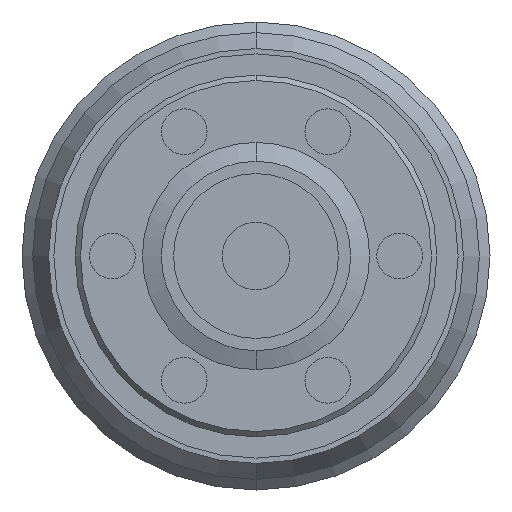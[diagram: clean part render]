
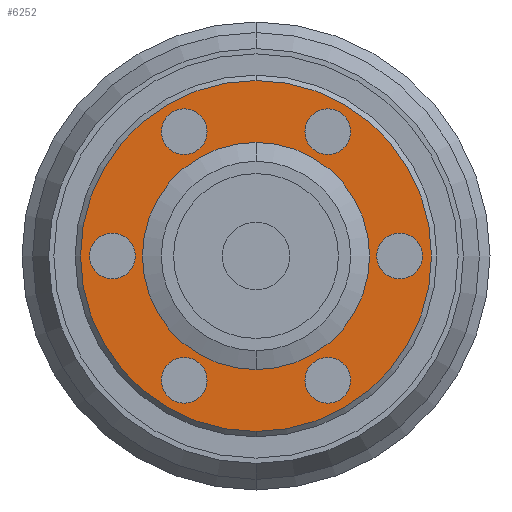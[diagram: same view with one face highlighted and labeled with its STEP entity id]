
A CAD part, front view. The second image highlights one B-rep face of the part: STEP entity #6252.
In plain terms, the highlighted planar face has unit normal (0, -1, 0).
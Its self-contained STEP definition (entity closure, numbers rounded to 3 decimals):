
#518=CARTESIAN_POINT('',(0.,0.,0.));
#519=DIRECTION('',(0.,1.,0.));
#520=DIRECTION('',(0.,0.,-1.));
#521=AXIS2_PLACEMENT_3D('',#518,#519,#520);
#523=CARTESIAN_POINT('',(0.,0.,0.));
#524=DIRECTION('',(0.,1.,0.));
#525=DIRECTION('',(0.,0.,1.));
#526=AXIS2_PLACEMENT_3D('',#523,#524,#525);
#528=CARTESIAN_POINT('',(6.75,0.,-11.691));
#529=DIRECTION('',(0.,-1.,0.));
#530=DIRECTION('',(0.5,0.,-0.866));
#531=AXIS2_PLACEMENT_3D('',#528,#529,#530);
#533=CARTESIAN_POINT('',(6.75,0.,-11.691));
#534=DIRECTION('',(0.,-1.,0.));
#535=DIRECTION('',(0.866,0.,0.5));
#536=AXIS2_PLACEMENT_3D('',#533,#534,#535);
#538=CARTESIAN_POINT('',(6.75,0.,-11.691));
#539=DIRECTION('',(0.,-1.,0.));
#540=DIRECTION('',(-0.866,0.,-0.5));
#541=AXIS2_PLACEMENT_3D('',#538,#539,#540);
#543=CARTESIAN_POINT('',(-6.75,0.,-11.691));
#544=DIRECTION('',(0.,-1.,0.));
#545=DIRECTION('',(-0.5,0.,-0.866));
#546=AXIS2_PLACEMENT_3D('',#543,#544,#545);
#548=CARTESIAN_POINT('',(-6.75,0.,-11.691));
#549=DIRECTION('',(0.,-1.,0.));
#550=DIRECTION('',(0.866,0.,-0.5));
#551=AXIS2_PLACEMENT_3D('',#548,#549,#550);
#553=CARTESIAN_POINT('',(-6.75,0.,-11.691));
#554=DIRECTION('',(0.,-1.,0.));
#555=DIRECTION('',(-0.866,0.,0.5));
#556=AXIS2_PLACEMENT_3D('',#553,#554,#555);
#558=CARTESIAN_POINT('',(-13.5,0.,0.));
#559=DIRECTION('',(0.,-1.,0.));
#560=DIRECTION('',(-1.,0.,0.));
#561=AXIS2_PLACEMENT_3D('',#558,#559,#560);
#563=CARTESIAN_POINT('',(-13.5,0.,0.));
#564=DIRECTION('',(0.,-1.,0.));
#565=DIRECTION('',(0.,0.,-1.));
#566=AXIS2_PLACEMENT_3D('',#563,#564,#565);
#568=CARTESIAN_POINT('',(-13.5,0.,0.));
#569=DIRECTION('',(0.,-1.,0.));
#570=DIRECTION('',(0.,0.,1.));
#571=AXIS2_PLACEMENT_3D('',#568,#569,#570);
#573=CARTESIAN_POINT('',(-6.75,0.,11.691));
#574=DIRECTION('',(0.,-1.,0.));
#575=DIRECTION('',(-0.5,0.,0.866));
#576=AXIS2_PLACEMENT_3D('',#573,#574,#575);
#578=CARTESIAN_POINT('',(-6.75,0.,11.691));
#579=DIRECTION('',(0.,-1.,0.));
#580=DIRECTION('',(-0.866,0.,-0.5));
#581=AXIS2_PLACEMENT_3D('',#578,#579,#580);
#583=CARTESIAN_POINT('',(-6.75,0.,11.691));
#584=DIRECTION('',(0.,-1.,0.));
#585=DIRECTION('',(0.866,0.,0.5));
#586=AXIS2_PLACEMENT_3D('',#583,#584,#585);
#588=CARTESIAN_POINT('',(6.75,0.,11.691));
#589=DIRECTION('',(0.,-1.,0.));
#590=DIRECTION('',(0.5,0.,0.866));
#591=AXIS2_PLACEMENT_3D('',#588,#589,#590);
#593=CARTESIAN_POINT('',(6.75,0.,11.691));
#594=DIRECTION('',(0.,-1.,0.));
#595=DIRECTION('',(-0.866,0.,0.5));
#596=AXIS2_PLACEMENT_3D('',#593,#594,#595);
#598=CARTESIAN_POINT('',(6.75,0.,11.691));
#599=DIRECTION('',(0.,-1.,0.));
#600=DIRECTION('',(0.866,0.,-0.5));
#601=AXIS2_PLACEMENT_3D('',#598,#599,#600);
#603=CARTESIAN_POINT('',(0.,0.,0.));
#604=DIRECTION('',(0.,-1.,0.));
#605=DIRECTION('',(0.,0.,1.));
#606=AXIS2_PLACEMENT_3D('',#603,#604,#605);
#608=CARTESIAN_POINT('',(0.,0.,0.));
#609=DIRECTION('',(0.,-1.,0.));
#610=DIRECTION('',(0.,0.,-1.));
#611=AXIS2_PLACEMENT_3D('',#608,#609,#610);
#613=CARTESIAN_POINT('',(13.5,0.,0.));
#614=DIRECTION('',(0.,-1.,0.));
#615=DIRECTION('',(1.,0.,0.));
#616=AXIS2_PLACEMENT_3D('',#613,#614,#615);
#618=CARTESIAN_POINT('',(13.5,0.,0.));
#619=DIRECTION('',(0.,-1.,0.));
#620=DIRECTION('',(0.,0.,1.));
#621=AXIS2_PLACEMENT_3D('',#618,#619,#620);
#623=CARTESIAN_POINT('',(13.5,0.,0.));
#624=DIRECTION('',(0.,-1.,0.));
#625=DIRECTION('',(0.,0.,-1.));
#626=AXIS2_PLACEMENT_3D('',#623,#624,#625);
#1282=CARTESIAN_POINT('',(13.5,0.,-2.15));
#1284=VERTEX_POINT('',#1282);
#1285=CARTESIAN_POINT('',(15.65,0.,0.));
#1286=VERTEX_POINT('',#1285);
#1287=CARTESIAN_POINT('',(13.5,0.,2.15));
#1288=VERTEX_POINT('',#1287);
#1291=CARTESIAN_POINT('',(0.,0.,16.5));
#1293=VERTEX_POINT('',#1291);
#1297=CARTESIAN_POINT('',(0.,0.,-16.5));
#1298=VERTEX_POINT('',#1297);
#1308=CARTESIAN_POINT('',(-8.612,0.,
-10.616));
#1310=VERTEX_POINT('',#1308);
#1311=CARTESIAN_POINT('',(-7.825,0.,-13.553));
#1312=VERTEX_POINT('',#1311);
#1313=CARTESIAN_POINT('',(-4.888,0.,
-12.766));
#1314=VERTEX_POINT('',#1313);
#1318=CARTESIAN_POINT('',(-13.5,0.,2.15));
#1320=VERTEX_POINT('',#1318);
#1321=CARTESIAN_POINT('',(-15.65,0.,0.));
#1322=VERTEX_POINT('',#1321);
#1323=CARTESIAN_POINT('',(-13.5,0.,-2.15));
#1324=VERTEX_POINT('',#1323);
#1328=CARTESIAN_POINT('',(-4.888,0.,
12.766));
#1330=VERTEX_POINT('',#1328);
#1331=CARTESIAN_POINT('',(-7.825,0.,13.553));
#1332=VERTEX_POINT('',#1331);
#1333=CARTESIAN_POINT('',(-8.612,0.,
10.616));
#1334=VERTEX_POINT('',#1333);
#1337=CARTESIAN_POINT('',(0.,0.,-10.68));
#1338=VERTEX_POINT('',#1337);
#1339=CARTESIAN_POINT('',(0.,0.,10.68));
#1340=VERTEX_POINT('',#1339);
#1342=CARTESIAN_POINT('',(8.612,0.,
10.616));
#1344=VERTEX_POINT('',#1342);
#1345=CARTESIAN_POINT('',(7.825,0.,13.553));
#1346=VERTEX_POINT('',#1345);
#1347=CARTESIAN_POINT('',(4.888,0.,
12.766));
#1348=VERTEX_POINT('',#1347);
#1352=CARTESIAN_POINT('',(4.888,0.,
-12.766));
#1354=VERTEX_POINT('',#1352);
#1355=CARTESIAN_POINT('',(7.825,0.,-13.553));
#1356=VERTEX_POINT('',#1355);
#1357=CARTESIAN_POINT('',(8.612,0.,
-10.616));
#1358=VERTEX_POINT('',#1357);
#6189=CARTESIAN_POINT('',(0.,0.,10.68));
#6190=DIRECTION('',(0.,-1.,0.));
#6191=DIRECTION('',(0.,0.,-1.));
#6192=AXIS2_PLACEMENT_3D('',#6189,#6190,#6191);
#6193=PLANE('',#6192);
#6194=ORIENTED_EDGE('',*,*,#6180,.T.);
#6195=ORIENTED_EDGE('',*,*,#6168,.T.);
#6196=EDGE_LOOP('',(#6194,#6195));
#6197=FACE_OUTER_BOUND('',#6196,.F.);
#6199=ORIENTED_EDGE('',*,*,#6198,.T.);
#6201=ORIENTED_EDGE('',*,*,#6200,.T.);
#6203=ORIENTED_EDGE('',*,*,#6202,.T.);
#6204=EDGE_LOOP('',(#6199,#6201,#6203));
#6205=FACE_BOUND('',#6204,.F.);
#6207=ORIENTED_EDGE('',*,*,#6206,.T.);
#6209=ORIENTED_EDGE('',*,*,#6208,.T.);
#6211=ORIENTED_EDGE('',*,*,#6210,.T.);
#6212=EDGE_LOOP('',(#6207,#6209,#6211));
#6213=FACE_BOUND('',#6212,.F.);
#6215=ORIENTED_EDGE('',*,*,#6214,.T.);
#6217=ORIENTED_EDGE('',*,*,#6216,.T.);
#6219=ORIENTED_EDGE('',*,*,#6218,.T.);
#6220=EDGE_LOOP('',(#6215,#6217,#6219));
#6221=FACE_BOUND('',#6220,.F.);
#6223=ORIENTED_EDGE('',*,*,#6222,.T.);
#6225=ORIENTED_EDGE('',*,*,#6224,.T.);
#6227=ORIENTED_EDGE('',*,*,#6226,.T.);
#6228=EDGE_LOOP('',(#6223,#6225,#6227));
#6229=FACE_BOUND('',#6228,.F.);
#6231=ORIENTED_EDGE('',*,*,#6230,.T.);
#6233=ORIENTED_EDGE('',*,*,#6232,.T.);
#6235=ORIENTED_EDGE('',*,*,#6234,.T.);
#6236=EDGE_LOOP('',(#6231,#6233,#6235));
#6237=FACE_BOUND('',#6236,.F.);
#6239=ORIENTED_EDGE('',*,*,#6238,.T.);
#6241=ORIENTED_EDGE('',*,*,#6240,.T.);
#6242=EDGE_LOOP('',(#6239,#6241));
#6243=FACE_BOUND('',#6242,.F.);
#6245=ORIENTED_EDGE('',*,*,#6244,.T.);
#6247=ORIENTED_EDGE('',*,*,#6246,.T.);
#6249=ORIENTED_EDGE('',*,*,#6248,.T.);
#6250=EDGE_LOOP('',(#6245,#6247,#6249));
#6251=FACE_BOUND('',#6250,.F.);
#6252=ADVANCED_FACE('',(#6197,#6205,#6213,#6221,#6229,#6237,#6243,#6251),#6193,
.T.);
#522=CIRCLE('',#521,16.5);
#527=CIRCLE('',#526,16.5);
#532=CIRCLE('',#531,2.15);
#537=CIRCLE('',#536,2.15);
#542=CIRCLE('',#541,2.15);
#547=CIRCLE('',#546,2.15);
#552=CIRCLE('',#551,2.15);
#557=CIRCLE('',#556,2.15);
#562=CIRCLE('',#561,2.15);
#567=CIRCLE('',#566,2.15);
#572=CIRCLE('',#571,2.15);
#577=CIRCLE('',#576,2.15);
#582=CIRCLE('',#581,2.15);
#587=CIRCLE('',#586,2.15);
#592=CIRCLE('',#591,2.15);
#597=CIRCLE('',#596,2.15);
#602=CIRCLE('',#601,2.15);
#607=CIRCLE('',#606,10.68);
#612=CIRCLE('',#611,10.68);
#617=CIRCLE('',#616,2.15);
#622=CIRCLE('',#621,2.15);
#627=CIRCLE('',#626,2.15);
#6168=EDGE_CURVE('',#1293,#1298,#527,.T.);
#6180=EDGE_CURVE('',#1298,#1293,#522,.T.);
#6198=EDGE_CURVE('',#1356,#1358,#532,.T.);
#6200=EDGE_CURVE('',#1358,#1354,#537,.T.);
#6202=EDGE_CURVE('',#1354,#1356,#542,.T.);
#6206=EDGE_CURVE('',#1312,#1314,#547,.T.);
#6208=EDGE_CURVE('',#1314,#1310,#552,.T.);
#6210=EDGE_CURVE('',#1310,#1312,#557,.T.);
#6214=EDGE_CURVE('',#1322,#1324,#562,.T.);
#6216=EDGE_CURVE('',#1324,#1320,#567,.T.);
#6218=EDGE_CURVE('',#1320,#1322,#572,.T.);
#6222=EDGE_CURVE('',#1332,#1334,#577,.T.);
#6224=EDGE_CURVE('',#1334,#1330,#582,.T.);
#6226=EDGE_CURVE('',#1330,#1332,#587,.T.);
#6230=EDGE_CURVE('',#1346,#1348,#592,.T.);
#6232=EDGE_CURVE('',#1348,#1344,#597,.T.);
#6234=EDGE_CURVE('',#1344,#1346,#602,.T.);
#6238=EDGE_CURVE('',#1340,#1338,#607,.T.);
#6240=EDGE_CURVE('',#1338,#1340,#612,.T.);
#6244=EDGE_CURVE('',#1286,#1288,#617,.T.);
#6246=EDGE_CURVE('',#1288,#1284,#622,.T.);
#6248=EDGE_CURVE('',#1284,#1286,#627,.T.);
